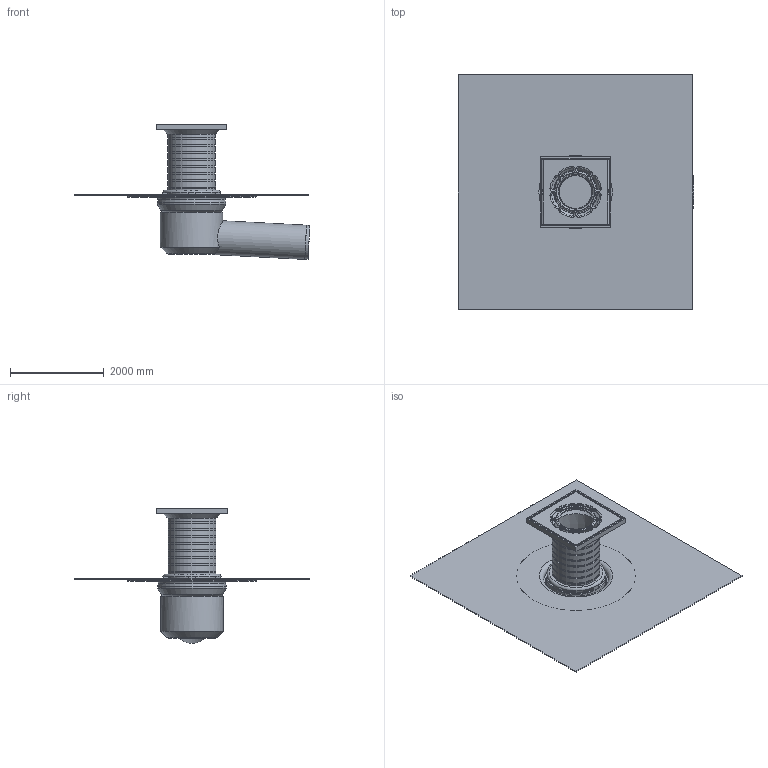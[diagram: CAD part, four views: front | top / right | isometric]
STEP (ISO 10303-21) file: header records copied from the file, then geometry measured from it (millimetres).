
FILE_DESCRIPTION(/* description */ (''),/* implementation_level */ '2;1');
FILE_NAME(/* name */ '16222.070X_3D.stp',/* time_stamp */ '2025-01-06T10:01:57+01:00',/* author */ ('c.rudolph'),/* organization */ (''),/* preprocessor_version */ 'ST-DEVELOPER v20',/* originating_system */ 'AutoCAD Mechanical',/* authorisation */ '');
FILE_SCHEMA (('AUTOMOTIVE_DESIGN { 1 0 10303 214 3 1 1 }'));
Length unit declared in the file: centimetre
Products named in the file (2): Product; *S0
Assembly tree (1 placements, depth 2):
  Product
    *S0
Bounding box: 5018.78 x 5000 x 2871.37 mm (x, y, z)
Volume: 1029570891.1 mm3; surface area: 108390415 mm2
Topology: 12 solids, 13 shells, 459 faces, 1081 edges, 685 vertices
Faces by surface type: plane 154, cylinder 149, torus 110, cone 38, sphere 8
Full cylindrical faces by diameter (mm): 35 x4, 80 x6, 698 x2, 730 x2, 750 x1, 780 x1, 960 x1, 1010 x8, 1020 x9, 1024 x1, 1150 x1, 1160 x2, 1200 x3, 1280 x1, 1330 x1, 1400 x2, 1430 x2, 1460 x1
Entity records: 14239 total; most frequent: CARTESIAN_POINT 3142, DIRECTION 2540, ORIENTED_EDGE 2158, AXIS2_PLACEMENT_3D 1081, EDGE_CURVE 1079, VERTEX_POINT 681, CIRCLE 599, EDGE_LOOP 532
